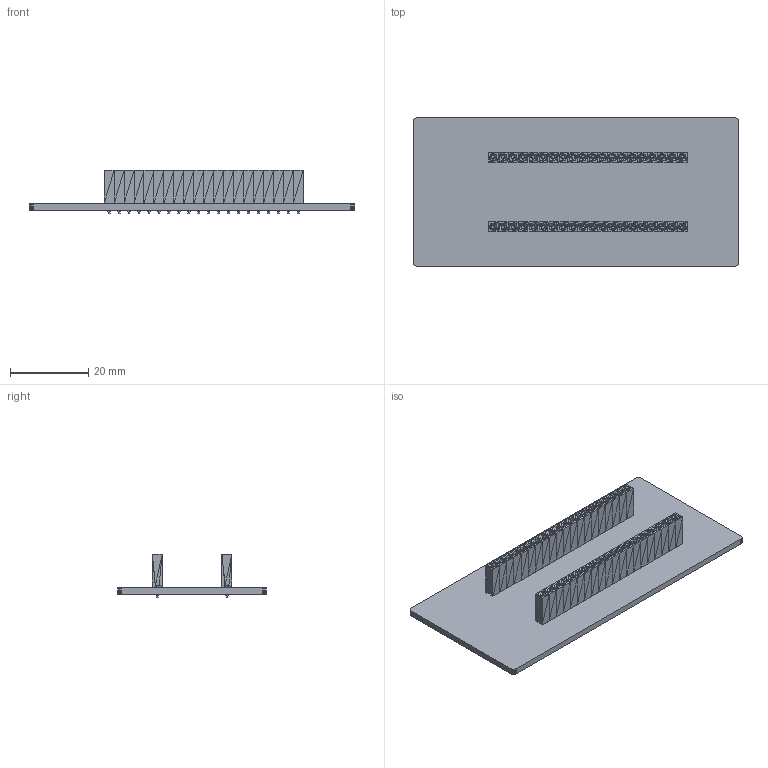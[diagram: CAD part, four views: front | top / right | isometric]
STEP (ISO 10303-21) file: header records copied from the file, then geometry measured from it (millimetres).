
FILE_DESCRIPTION(('for SolidWorks'),'2;1');
FILE_NAME('display.step','2024-05-21T01:47:38',('nik'),(''), 'Open CASCADE STEP processor 6.6','DipTrace','Unknown');
FILE_SCHEMA(('AUTOMOTIVE_DESIGN { 1 0 10303 214 1 1 1 1 }'));
Length unit declared in the file: millimetre
Products named in the file (3): PCB_display; Board_display; PBS_20
Assembly tree (3 placements, depth 2):
  PCB_display
    Board_display
    PBS_20  x2
Bounding box: 83 x 38 x 11.1 mm (x, y, z)
Volume: 4971.7 mm3; surface area: 11621.3 mm2
Topology: 1 solids, 41 shells, 3431 faces, 5247 edges, 1898 vertices
Faces by surface type: plane 3391, cylinder 40
Full cylindrical faces by diameter (mm): 0.9 x40
Entity records: 47387 total; most frequent: DIRECTION 6317, CARTESIAN_POINT 5500, ORIENTED_EDGE 5454, EDGE_CURVE 2727, LINE 2647, VECTOR 2647, AXIS2_PLACEMENT_3D 1835, FACE_BOUND 1831
